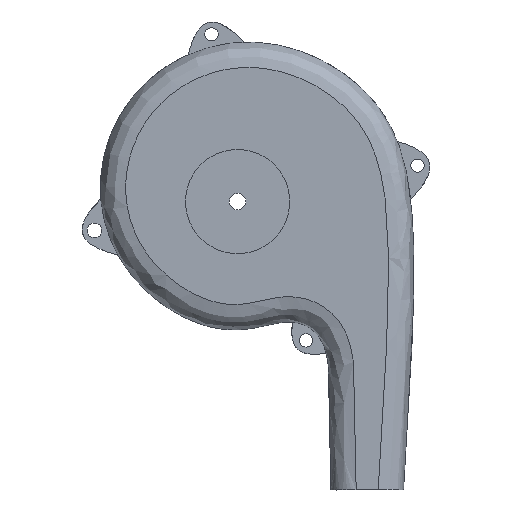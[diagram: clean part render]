
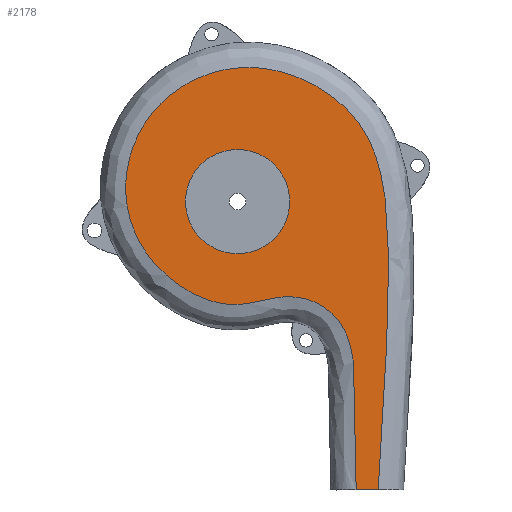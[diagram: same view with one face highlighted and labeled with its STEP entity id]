
A CAD part, front view. The second image highlights one B-rep face of the part: STEP entity #2178.
In plain terms, the highlighted planar face has unit normal (0, -1, 0).
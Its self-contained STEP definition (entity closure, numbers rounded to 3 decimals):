
#72=B_SPLINE_CURVE_WITH_KNOTS('',3,(#7342,#7343,#7344,#7345,#7346,#7347,
#7348,#7349,#7350,#7351,#7352,#7353,#7354,#7355,#7356,#7357,#7358,#7359,
#7360,#7361,#7362,#7363,#7364,#7365,#7366,#7367,#7368,#7369,#7370,#7371,
#7372,#7373,#7374,#7375,#7376,#7377,#7378,#7379,#7380,#7381,#7382,#7383,
#7384,#7385,#7386,#7387),.UNSPECIFIED.,.F.,.F.,(4,2,1,1,1,1,1,1,1,1,1,1,
1,1,1,1,1,1,1,1,1,1,1,1,1,1,1,1,1,1,1,1,1,1,1,1,1,1,1,1,2,4),(-0.024,
0.,0.908,1.817,2.725,3.634,4.542,
5.451,6.359,7.268,7.672,7.874,
8.075,8.479,8.883,9.287,9.691,
10.296,10.902,12.113,13.325,14.536,
16.353,17.261,18.17,19.987,20.895,
21.804,22.712,23.621,24.529,25.438,
25.892,26.346,27.255,28.163,29.072,
30.889,32.706,34.523,36.34,36.393),
 .UNSPECIFIED.);
#222=FACE_BOUND('',#496,.T.);
#261=PLANE('',#2367);
#359=FACE_OUTER_BOUND('',#495,.T.);
#495=EDGE_LOOP('',(#1819,#1820));
#496=EDGE_LOOP('',(#1821,#1822,#1823,#1824,#1825,#1826,#1827,#1828));
#588=LINE('',#5605,#716);
#716=VECTOR('',#2551,10.);
#834=CIRCLE('',#2302,16.5);
#836=CIRCLE('',#2306,16.5);
#839=CIRCLE('',#2310,16.5);
#842=CIRCLE('',#2315,16.5);
#844=CIRCLE('',#2318,16.5);
#847=CIRCLE('',#2323,16.5);
#849=CIRCLE('',#2326,16.5);
#851=CIRCLE('',#2329,16.5);
#951=VERTEX_POINT('',#5530);
#952=VERTEX_POINT('',#5604);
#958=VERTEX_POINT('',#5919);
#961=VERTEX_POINT('',#5933);
#965=VERTEX_POINT('',#5954);
#967=VERTEX_POINT('',#5960);
#970=VERTEX_POINT('',#5974);
#975=VERTEX_POINT('',#6000);
#978=VERTEX_POINT('',#6014);
#983=VERTEX_POINT('',#6040);
#1194=EDGE_CURVE('',#952,#951,#588,.T.);
#1207=EDGE_CURVE('',#958,#961,#834,.T.);
#1212=EDGE_CURVE('',#965,#958,#836,.T.);
#1218=EDGE_CURVE('',#967,#970,#839,.T.);
#1225=EDGE_CURVE('',#961,#967,#842,.T.);
#1229=EDGE_CURVE('',#975,#978,#844,.T.);
#1236=EDGE_CURVE('',#970,#975,#847,.T.);
#1240=EDGE_CURVE('',#983,#965,#849,.T.);
#1244=EDGE_CURVE('',#978,#983,#851,.T.);
#1310=EDGE_CURVE('',#952,#951,#72,.T.);
#1819=ORIENTED_EDGE('',*,*,#1310,.F.);
#1820=ORIENTED_EDGE('',*,*,#1194,.T.);
#1821=ORIENTED_EDGE('',*,*,#1212,.T.);
#1822=ORIENTED_EDGE('',*,*,#1207,.T.);
#1823=ORIENTED_EDGE('',*,*,#1225,.T.);
#1824=ORIENTED_EDGE('',*,*,#1218,.T.);
#1825=ORIENTED_EDGE('',*,*,#1236,.T.);
#1826=ORIENTED_EDGE('',*,*,#1229,.T.);
#1827=ORIENTED_EDGE('',*,*,#1244,.T.);
#1828=ORIENTED_EDGE('',*,*,#1240,.T.);
#2178=ADVANCED_FACE('',(#359,#222),#261,.F.);
#2302=AXIS2_PLACEMENT_3D('',#5944,#2562,#2563);
#2306=AXIS2_PLACEMENT_3D('',#5955,#2573,#2574);
#2310=AXIS2_PLACEMENT_3D('',#5985,#2582,#2583);
#2315=AXIS2_PLACEMENT_3D('',#5998,#2596,#2597);
#2318=AXIS2_PLACEMENT_3D('',#6025,#2602,#2603);
#2323=AXIS2_PLACEMENT_3D('',#6038,#2616,#2617);
#2326=AXIS2_PLACEMENT_3D('',#6064,#2622,#2623);
#2329=AXIS2_PLACEMENT_3D('',#6071,#2630,#2631);
#2367=AXIS2_PLACEMENT_3D('',#7388,#2738,#2739);
#2551=DIRECTION('',(1.,0.,0.));
#2562=DIRECTION('center_axis',(0.,1.,0.));
#2563=DIRECTION('ref_axis',(-1.,0.,0.));
#2573=DIRECTION('center_axis',(0.,1.,0.));
#2574=DIRECTION('ref_axis',(-1.,0.,0.));
#2582=DIRECTION('center_axis',(0.,1.,0.));
#2583=DIRECTION('ref_axis',(-1.,0.,0.));
#2596=DIRECTION('center_axis',(0.,1.,0.));
#2597=DIRECTION('ref_axis',(-1.,0.,0.));
#2602=DIRECTION('center_axis',(0.,1.,0.));
#2603=DIRECTION('ref_axis',(-1.,0.,0.));
#2616=DIRECTION('center_axis',(0.,1.,0.));
#2617=DIRECTION('ref_axis',(-1.,0.,0.));
#2622=DIRECTION('center_axis',(0.,1.,0.));
#2623=DIRECTION('ref_axis',(-1.,0.,0.));
#2630=DIRECTION('center_axis',(0.,1.,0.));
#2631=DIRECTION('ref_axis',(-1.,0.,0.));
#2738=DIRECTION('center_axis',(0.,1.,0.));
#2739=DIRECTION('ref_axis',(1.,0.,0.));
#5530=CARTESIAN_POINT('',(36.716,0.,-94.219));
#5604=CARTESIAN_POINT('',(29.737,0.,-94.219));
#5605=CARTESIAN_POINT('',(21.733,0.,-94.219));
#5919=CARTESIAN_POINT('',(-24.185,0.,-1.52));
#5933=CARTESIAN_POINT('',(-9.253,0.,13.411));
#5944=CARTESIAN_POINT('Origin',(-7.753,0.,-3.02));
#5954=CARTESIAN_POINT('',(-24.185,0.,-4.52));
#5955=CARTESIAN_POINT('Origin',(-7.753,0.,-3.02));
#5960=CARTESIAN_POINT('',(-6.253,0.,13.411));
#5974=CARTESIAN_POINT('',(8.678,0.,-1.52));
#5985=CARTESIAN_POINT('Origin',(-7.753,0.,-3.02));
#5998=CARTESIAN_POINT('Origin',(-7.753,0.,-3.02));
#6000=CARTESIAN_POINT('',(8.678,0.,-4.52));
#6014=CARTESIAN_POINT('',(-6.253,0.,-19.452));
#6025=CARTESIAN_POINT('Origin',(-7.753,0.,-3.02));
#6038=CARTESIAN_POINT('Origin',(-7.753,0.,-3.02));
#6040=CARTESIAN_POINT('',(-9.253,0.,-19.452));
#6064=CARTESIAN_POINT('Origin',(-7.753,0.,-3.02));
#6071=CARTESIAN_POINT('Origin',(-7.753,0.,-3.02));
#7342=CARTESIAN_POINT('Ctrl Pts',(29.737,0.,-94.219));
#7343=CARTESIAN_POINT('Ctrl Pts',(29.734,0.,-94.14));
#7344=CARTESIAN_POINT('Ctrl Pts',(29.732,0.,-94.06));
#7345=CARTESIAN_POINT('Ctrl Pts',(29.639,0.,-90.954));
#7346=CARTESIAN_POINT('Ctrl Pts',(29.497,0.,-84.897));
#7347=CARTESIAN_POINT('Ctrl Pts',(29.418,0.,-75.817));
#7348=CARTESIAN_POINT('Ctrl Pts',(29.451,0.,-66.726));
#7349=CARTESIAN_POINT('Ctrl Pts',(29.37,0.,-57.652));
#7350=CARTESIAN_POINT('Ctrl Pts',(28.401,0.,-48.58));
#7351=CARTESIAN_POINT('Ctrl Pts',(24.638,0.,-40.096));
#7352=CARTESIAN_POINT('Ctrl Pts',(17.296,0.,-34.245));
#7353=CARTESIAN_POINT('Ctrl Pts',(9.85,0.,-32.8));
#7354=CARTESIAN_POINT('Ctrl Pts',(4.817,0.,-33.287));
#7355=CARTESIAN_POINT('Ctrl Pts',(2.178,0.,-33.777));
#7356=CARTESIAN_POINT('Ctrl Pts',(-0.444,0.,-34.369));
#7357=CARTESIAN_POINT('Ctrl Pts',(-3.713,0.,-35.17));
#7358=CARTESIAN_POINT('Ctrl Pts',(-7.726,0.,-35.704));
#7359=CARTESIAN_POINT('Ctrl Pts',(-11.779,0.,-35.51));
#7360=CARTESIAN_POINT('Ctrl Pts',(-16.398,0.,-34.507));
#7361=CARTESIAN_POINT('Ctrl Pts',(-21.412,0.,-32.498));
#7362=CARTESIAN_POINT('Ctrl Pts',(-28.347,0.,-28.315));
#7363=CARTESIAN_POINT('Ctrl Pts',(-35.777,0.,-21.336));
#7364=CARTESIAN_POINT('Ctrl Pts',(-41.816,0.,-10.642));
#7365=CARTESIAN_POINT('Ctrl Pts',(-44.171,0.,3.52));
#7366=CARTESIAN_POINT('Ctrl Pts',(-40.808,0.,16.602));
#7367=CARTESIAN_POINT('Ctrl Pts',(-33.854,0.,26.622));
#7368=CARTESIAN_POINT('Ctrl Pts',(-24.698,0.,34.691));
#7369=CARTESIAN_POINT('Ctrl Pts',(-13.137,0.,39.258));
#7370=CARTESIAN_POINT('Ctrl Pts',(-0.941,0.,39.626));
#7371=CARTESIAN_POINT('Ctrl Pts',(8.016,0.,37.813));
#7372=CARTESIAN_POINT('Ctrl Pts',(16.406,0.,34.22));
#7373=CARTESIAN_POINT('Ctrl Pts',(23.993,0.,29.159));
#7374=CARTESIAN_POINT('Ctrl Pts',(30.433,0.,22.661));
#7375=CARTESIAN_POINT('Ctrl Pts',(34.255,0.,16.055));
#7376=CARTESIAN_POINT('Ctrl Pts',(36.352,0.,10.364));
#7377=CARTESIAN_POINT('Ctrl Pts',(37.939,0.,4.513));
#7378=CARTESIAN_POINT('Ctrl Pts',(39.143,0.,-2.973));
#7379=CARTESIAN_POINT('Ctrl Pts',(39.846,0.,-12.028));
#7380=CARTESIAN_POINT('Ctrl Pts',(40.148,0.,-24.139));
#7381=CARTESIAN_POINT('Ctrl Pts',(39.811,0.,-39.293));
#7382=CARTESIAN_POINT('Ctrl Pts',(38.962,0.,-57.428));
#7383=CARTESIAN_POINT('Ctrl Pts',(37.918,0.,-75.549));
#7384=CARTESIAN_POINT('Ctrl Pts',(37.151,0.,-87.647));
#7385=CARTESIAN_POINT('Ctrl Pts',(36.739,0.,-93.867));
#7386=CARTESIAN_POINT('Ctrl Pts',(36.727,0.,-94.043));
#7387=CARTESIAN_POINT('Ctrl Pts',(36.716,0.,-94.219));
#7388=CARTESIAN_POINT('Origin',(-1.657,0.,-23.307));
